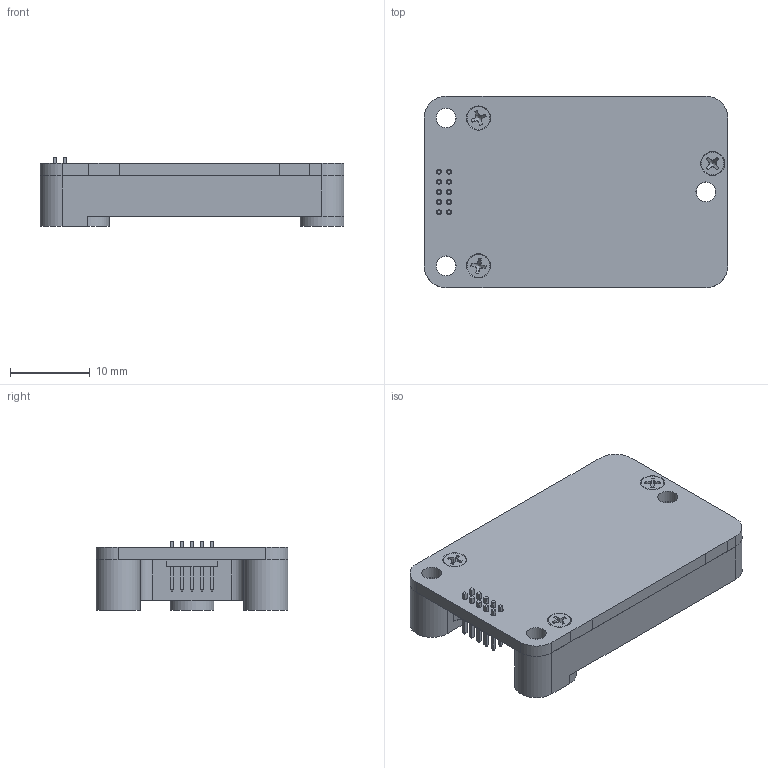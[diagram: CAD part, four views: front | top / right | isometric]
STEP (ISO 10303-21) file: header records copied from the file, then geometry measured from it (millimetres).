
FILE_DESCRIPTION(/* description */ (''),/* implementation_level */ '2;1');
FILE_NAME(/* name */ 'CV7_Assembly_Cust.stp',/* time_stamp */ '2022-04-07T11:28:02-04:00',/* author */ ('301817'),/* organization */ (''),/* preprocessor_version */ 'ST-DEVELOPER v17.2',/* originating_system */ 'Autodesk Inventor 2019',/* authorisation */ '');
FILE_SCHEMA (('AUTOMOTIVE_DESIGN { 1 0 10303 214 3 1 1 }'));
Length unit declared in the file: inch
Products named in the file (2): CV7_Assembly; CV7_Assembly_Cust
Assembly tree (1 placements, depth 2):
  CV7_Assembly
    CV7_Assembly_Cust
Bounding box: 38 x 23.98 x 8.61 mm (x, y, z)
Volume: 3126 mm3; surface area: 5285.4 mm2
Topology: 5 solids, 5 shells, 382 faces, 1008 edges, 673 vertices
Faces by surface type: plane 247, cylinder 105, cone 24, bspline 6
Full cylindrical faces by diameter (mm): 0.636 x10, 1.112 x24, 1.194 x3, 1.524 x21, 1.702 x3, 2.381 x1, 2.438 x3, 2.49 x3, 5.486 x1
Entity records: 15344 total; most frequent: CARTESIAN_POINT 6071, ORIENTED_EDGE 2010, DIRECTION 1781, EDGE_CURVE 1005, VERTEX_POINT 673, LINE 609, VECTOR 609, AXIS2_PLACEMENT_3D 586
